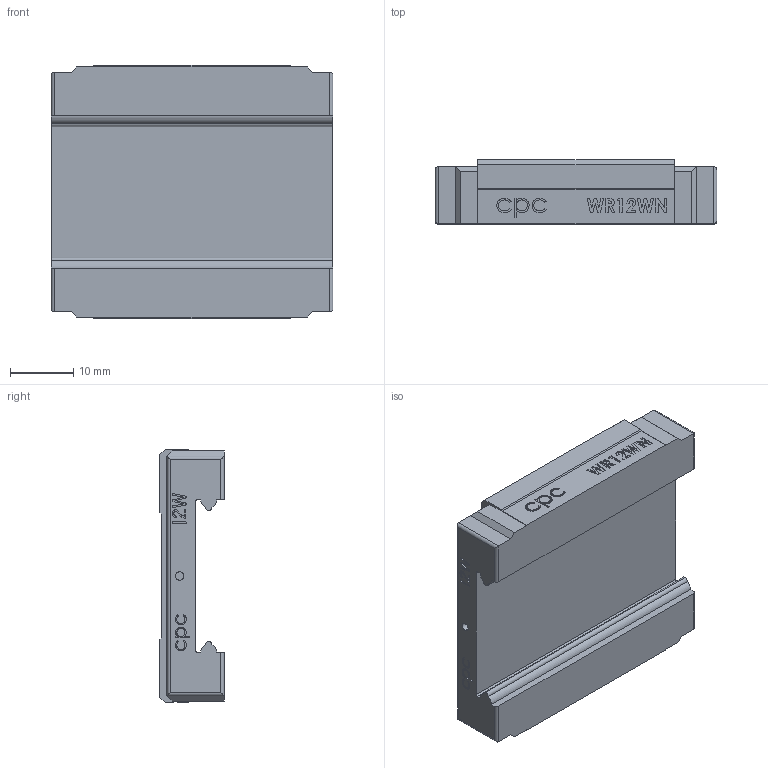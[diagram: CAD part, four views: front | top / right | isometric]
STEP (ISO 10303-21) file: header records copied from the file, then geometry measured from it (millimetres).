
FILE_DESCRIPTION (( 'STEP AP203' ), '1' );
FILE_NAME ('12WN-SS-ZZ-block.STEP', '2009-07-30T08:34:11', ( 'cpc' ), ( '' ), 'SwSTEP 2.0', 'SolidWorks 2007', '' );
FILE_SCHEMA (( 'CONFIG_CONTROL_DESIGN' ));
Length unit declared in the file: millimetre
Products named in the file (1): 12WN-SS-ZZ-block
Bounding box: 44.4 x 10.1 x 40 mm (x, y, z)
Volume: 12178.5 mm3; surface area: 5749.1 mm2
Topology: 1 solids, 1 shells, 503 faces, 1349 edges, 886 vertices
Faces by surface type: plane 265, bspline 182, cylinder 40, cone 16
Entity records: 24132 total; most frequent: CARTESIAN_POINT 12729, ORIENTED_EDGE 2682, DIRECTION 1685, EDGE_CURVE 1341, VECTOR 897, LINE 897, VERTEX_POINT 886, EDGE_LOOP 549
